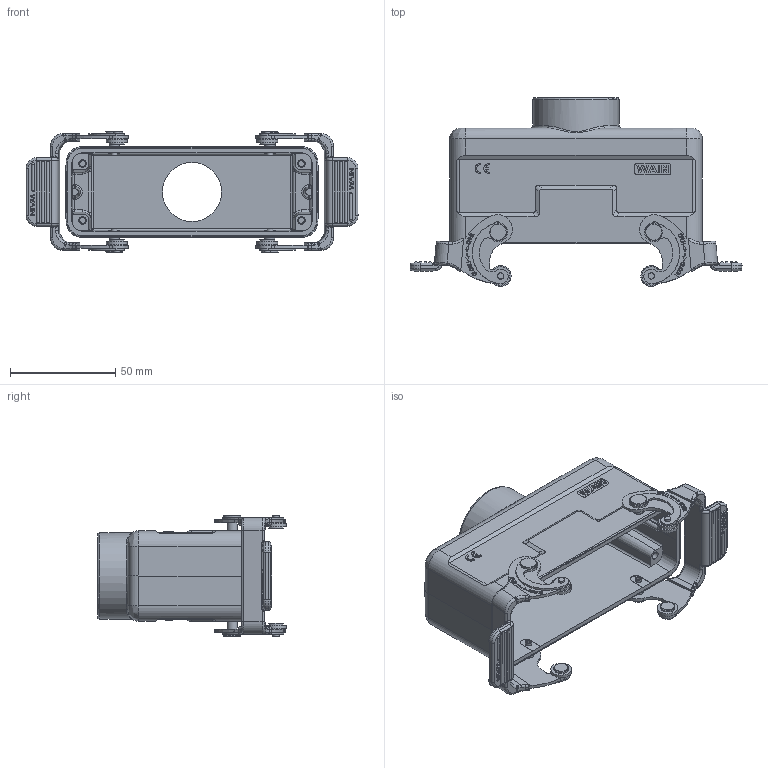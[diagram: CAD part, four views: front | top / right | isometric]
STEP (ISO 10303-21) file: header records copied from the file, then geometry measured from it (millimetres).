
FILE_DESCRIPTION(/* description */ (''),/* implementation_level */ '2;1');
FILE_NAME(/* name */ '3D_1111244411001_W24B-TE-2L_SC-M25_V1.1_stp.stp',/* time_stamp */ '2023-12-02T13:02:09+08:00',/* author */ (''),/* organization */ (''),/* preprocessor_version */ 'ST-DEVELOPER v18.1',/* originating_system */ 'SIEMENS PLM Software NX 1980',/* authorisation */ '');
FILE_SCHEMA (('AUTOMOTIVE_DESIGN { 1 0 10303 214 3 1 1 1 }'));
Length unit declared in the file: millimetre
Products named in the file (1): 3D_1111244411001_W24B-TE-2L_SC-M25_V1.1_stp
Bounding box: 157.8 x 89.71 x 57.5 mm (x, y, z)
Volume: 91983.2 mm3; surface area: 57997.9 mm2
Topology: 1 solids, 1 shells, 1456 faces, 3662 edges, 2351 vertices
Faces by surface type: plane 775, cylinder 379, extrusion 78, torus 77, bspline 66, sphere 48, cone 31, revolution 2
Full cylindrical faces by diameter (mm): 1.9 x4, 2.7 x4, 2.95 x10, 3 x4, 3.701 x4, 4.8 x4, 4.907 x4, 5 x8, 7 x4, 8 x4, 9.8 x4, 28 x1, 30.4 x1, 41 x1
Entity records: 47114 total; most frequent: CARTESIAN_POINT 13077, ORIENTED_EDGE 7034, DIRECTION 6741, EDGE_CURVE 3517, VERTEX_POINT 2309, AXIS2_PLACEMENT_3D 2260, VECTOR 2219, LINE 2141
